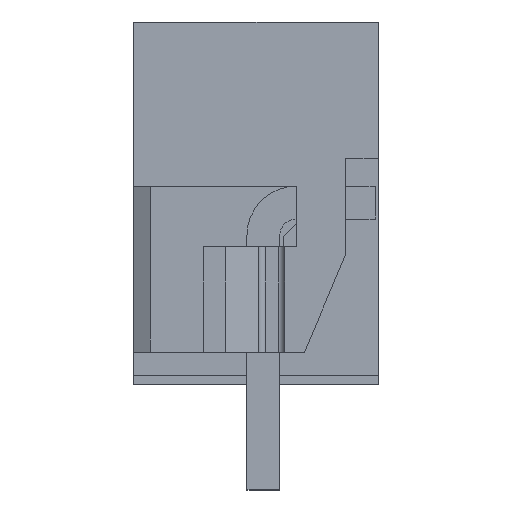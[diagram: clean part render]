
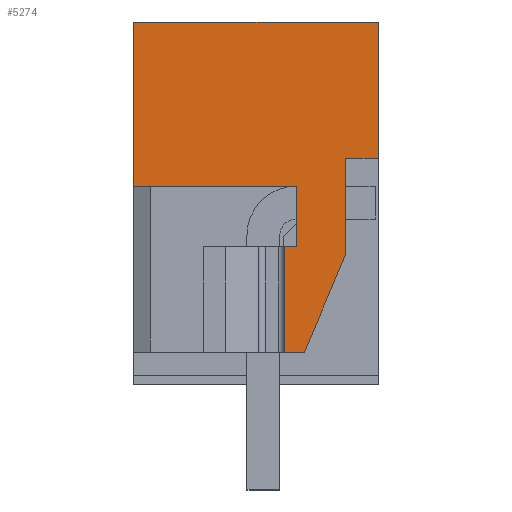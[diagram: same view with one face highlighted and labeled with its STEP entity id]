
A CAD part, left-side view. The second image highlights one B-rep face of the part: STEP entity #5274.
In plain terms, the highlighted planar face has unit normal (-1, 0, 0).
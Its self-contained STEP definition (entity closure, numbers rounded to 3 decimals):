
#5207=AXIS2_PLACEMENT_3D('Plane Axis2P3D',#5204,#5205,#5206) ;
#296=CARTESIAN_POINT('Vertex',(0.,7.45,9.25)) ;
#299=CARTESIAN_POINT('Line Origine',(0.,7.45,11.75)) ;
#303=CARTESIAN_POINT('Vertex',(0.,7.45,14.25)) ;
#5051=CARTESIAN_POINT('Vertex',(0.,2.25,4.2)) ;
#5054=CARTESIAN_POINT('Line Origine',(0.,2.55,4.2)) ;
#5058=CARTESIAN_POINT('Vertex',(0.,2.85,4.2)) ;
#5159=CARTESIAN_POINT('Line Origine',(0.,4.975,9.25)) ;
#5163=CARTESIAN_POINT('Vertex',(0.,2.5,9.25)) ;
#5204=CARTESIAN_POINT('Axis2P3D Location',(0.,7.45,1.8)) ;
#5209=CARTESIAN_POINT('Line Origine',(0.,2.85,5.8)) ;
#5213=CARTESIAN_POINT('Vertex',(0.,2.85,7.4)) ;
#5216=CARTESIAN_POINT('Line Origine',(0.,1.623,5.679)) ;
#5220=CARTESIAN_POINT('Vertex',(0.,0.997,7.158)) ;
#5223=CARTESIAN_POINT('Line Origine',(0.,0.997,8.629)) ;
#5227=CARTESIAN_POINT('Vertex',(0.,0.997,10.1)) ;
#5230=CARTESIAN_POINT('Line Origine',(0.,0.498,10.1)) ;
#5234=CARTESIAN_POINT('Vertex',(0.,0.,10.1)) ;
#5237=CARTESIAN_POINT('Line Origine',(0.,0.,12.175)) ;
#5241=CARTESIAN_POINT('Vertex',(0.,0.,14.25)) ;
#5244=CARTESIAN_POINT('Line Origine',(0.,3.725,14.25)) ;
#5249=CARTESIAN_POINT('Line Origine',(0.,2.5,8.325)) ;
#5253=CARTESIAN_POINT('Vertex',(0.,2.5,7.4)) ;
#5256=CARTESIAN_POINT('Line Origine',(0.,2.675,7.4)) ;
#300=DIRECTION('Vector Direction',(0.,0.,-1.)) ;
#5055=DIRECTION('Vector Direction',(0.,-1.,0.)) ;
#5160=DIRECTION('Vector Direction',(0.,1.,0.)) ;
#5205=DIRECTION('Axis2P3D Direction',(1.,0.,-0.)) ;
#5206=DIRECTION('Axis2P3D XDirection',(0.,0.,1.)) ;
#5210=DIRECTION('Vector Direction',(0.,0.,1.)) ;
#5217=DIRECTION('Vector Direction',(0.,0.39,-0.921)) ;
#5224=DIRECTION('Vector Direction',(0.,0.,1.)) ;
#5231=DIRECTION('Vector Direction',(0.,-1.,0.)) ;
#5238=DIRECTION('Vector Direction',(0.,0.,1.)) ;
#5245=DIRECTION('Vector Direction',(0.,1.,0.)) ;
#5250=DIRECTION('Vector Direction',(0.,0.,-1.)) ;
#5257=DIRECTION('Vector Direction',(0.,1.,0.)) ;
#301=VECTOR('Line Direction',#300,1.) ;
#5056=VECTOR('Line Direction',#5055,1.) ;
#5161=VECTOR('Line Direction',#5160,1.) ;
#5211=VECTOR('Line Direction',#5210,1.) ;
#5218=VECTOR('Line Direction',#5217,1.) ;
#5225=VECTOR('Line Direction',#5224,1.) ;
#5232=VECTOR('Line Direction',#5231,1.) ;
#5239=VECTOR('Line Direction',#5238,1.) ;
#5246=VECTOR('Line Direction',#5245,1.) ;
#5251=VECTOR('Line Direction',#5250,1.) ;
#5258=VECTOR('Line Direction',#5257,1.) ;
#5262=ORIENTED_EDGE('',*,*,#5215,.F.) ;
#5263=ORIENTED_EDGE('',*,*,#5060,.F.) ;
#5264=ORIENTED_EDGE('',*,*,#5222,.F.) ;
#5265=ORIENTED_EDGE('',*,*,#5229,.F.) ;
#5266=ORIENTED_EDGE('',*,*,#5236,.F.) ;
#5267=ORIENTED_EDGE('',*,*,#5243,.F.) ;
#5268=ORIENTED_EDGE('',*,*,#5248,.F.) ;
#5269=ORIENTED_EDGE('',*,*,#305,.F.) ;
#5270=ORIENTED_EDGE('',*,*,#5165,.F.) ;
#5271=ORIENTED_EDGE('',*,*,#5255,.F.) ;
#5272=ORIENTED_EDGE('',*,*,#5260,.F.) ;
#5274=ADVANCED_FACE('HOUSING',(#5273),#5208,.F.) ;
#305=EDGE_CURVE('',#297,#304,#302,.F.) ;
#5060=EDGE_CURVE('',#5052,#5059,#5057,.F.) ;
#5165=EDGE_CURVE('',#5164,#297,#5162,.T.) ;
#5215=EDGE_CURVE('',#5059,#5214,#5212,.T.) ;
#5222=EDGE_CURVE('',#5221,#5052,#5219,.T.) ;
#5229=EDGE_CURVE('',#5228,#5221,#5226,.F.) ;
#5236=EDGE_CURVE('',#5235,#5228,#5233,.F.) ;
#5243=EDGE_CURVE('',#5242,#5235,#5240,.F.) ;
#5248=EDGE_CURVE('',#304,#5242,#5247,.F.) ;
#5255=EDGE_CURVE('',#5254,#5164,#5252,.F.) ;
#5260=EDGE_CURVE('',#5214,#5254,#5259,.F.) ;
#5261=EDGE_LOOP('',(#5262,#5263,#5264,#5265,#5266,#5267,#5268,#5269,#5270,#5271,#5272)) ;
#5273=FACE_OUTER_BOUND('',#5261,.T.) ;
#302=LINE('Line',#299,#301) ;
#5057=LINE('Line',#5054,#5056) ;
#5162=LINE('Line',#5159,#5161) ;
#5212=LINE('Line',#5209,#5211) ;
#5219=LINE('Line',#5216,#5218) ;
#5226=LINE('Line',#5223,#5225) ;
#5233=LINE('Line',#5230,#5232) ;
#5240=LINE('Line',#5237,#5239) ;
#5247=LINE('Line',#5244,#5246) ;
#5252=LINE('Line',#5249,#5251) ;
#5259=LINE('Line',#5256,#5258) ;
#5208=PLANE('',#5207) ;
#297=VERTEX_POINT('',#296) ;
#304=VERTEX_POINT('',#303) ;
#5052=VERTEX_POINT('',#5051) ;
#5059=VERTEX_POINT('',#5058) ;
#5164=VERTEX_POINT('',#5163) ;
#5214=VERTEX_POINT('',#5213) ;
#5221=VERTEX_POINT('',#5220) ;
#5228=VERTEX_POINT('',#5227) ;
#5235=VERTEX_POINT('',#5234) ;
#5242=VERTEX_POINT('',#5241) ;
#5254=VERTEX_POINT('',#5253) ;
